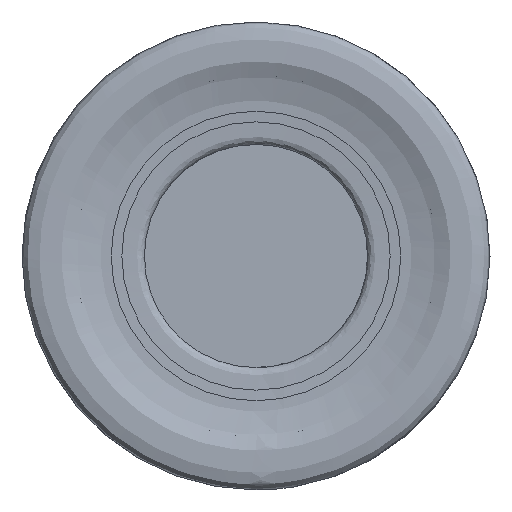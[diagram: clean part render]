
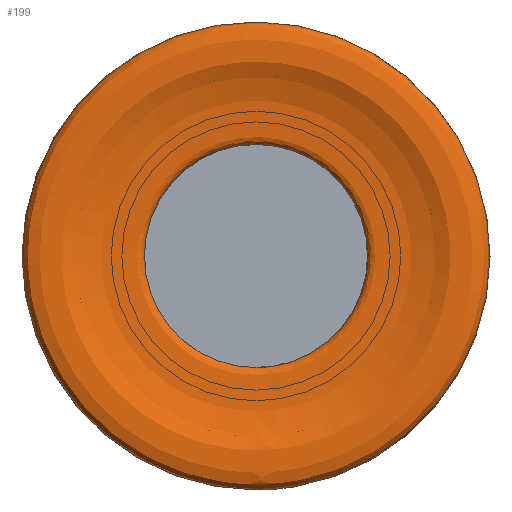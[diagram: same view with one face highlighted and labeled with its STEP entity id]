
A CAD part, left-side view. The second image highlights one B-rep face of the part: STEP entity #199.
In plain terms, the highlighted face is a revolution surface.
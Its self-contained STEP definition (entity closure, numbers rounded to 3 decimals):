
#24=SURFACE_OF_REVOLUTION('',#32,#28);
#28=AXIS1_PLACEMENT('',#560,#480);
#32=B_SPLINE_CURVE_WITH_KNOTS('',3,(#539,#540,#541,#542,#543,#544,#545,
#546,#547,#548,#549,#550,#551,#552,#553,#554,#555,#556,#557,#558,#559),
 .UNSPECIFIED.,.F.,.F.,(4,1,1,1,1,1,1,1,1,1,1,1,1,1,1,1,1,1,4),(0.,0.063,
0.094,0.125,0.188,0.25,0.313,0.375,0.438,0.5,0.563,0.625,0.688,0.75,
0.813,0.875,0.906,0.938,1.),.UNSPECIFIED.);
#199=ADVANCED_FACE('',(#235,#236),#24,.T.);
#235=FACE_BOUND('',#273,.T.);
#236=FACE_BOUND('',#274,.T.);
#273=EDGE_LOOP('',(#311));
#274=EDGE_LOOP('',(#312));
#311=ORIENTED_EDGE('',*,*,#353,.F.);
#312=ORIENTED_EDGE('',*,*,#354,.T.);
#334=VERTEX_POINT('',#536);
#335=VERTEX_POINT('',#538);
#353=EDGE_CURVE('',#334,#334,#372,.T.);
#354=EDGE_CURVE('',#335,#335,#373,.T.);
#372=CIRCLE('',#408,12.5);
#373=CIRCLE('',#409,5.96);
#408=AXIS2_PLACEMENT_3D('',#535,#476,#477);
#409=AXIS2_PLACEMENT_3D('',#537,#478,#479);
#476=DIRECTION('',(1.,0.,0.));
#477=DIRECTION('',(0.,0.,-1.));
#478=DIRECTION('',(1.,0.,0.));
#479=DIRECTION('',(0.,0.,-1.));
#480=DIRECTION('',(1.,0.,0.));
#535=CARTESIAN_POINT('',(0.787,0.,0.));
#536=CARTESIAN_POINT('',(0.787,0.,-12.5));
#537=CARTESIAN_POINT('',(1.12,0.,0.));
#538=CARTESIAN_POINT('',(1.12,0.,-5.96));
#539=CARTESIAN_POINT('',(1.12,-5.907,0.795));
#540=CARTESIAN_POINT('',(0.966,-5.915,0.827));
#541=CARTESIAN_POINT('',(0.752,-6.109,0.844));
#542=CARTESIAN_POINT('',(0.753,-6.419,0.8));
#543=CARTESIAN_POINT('',(0.75,-6.715,0.759));
#544=CARTESIAN_POINT('',(0.747,-7.07,0.709));
#545=CARTESIAN_POINT('',(0.736,-7.486,0.653));
#546=CARTESIAN_POINT('',(0.708,-7.91,0.599));
#547=CARTESIAN_POINT('',(0.655,-8.35,0.547));
#548=CARTESIAN_POINT('',(0.571,-8.812,0.5));
#549=CARTESIAN_POINT('',(0.447,-9.275,0.461));
#550=CARTESIAN_POINT('',(0.276,-9.717,0.434));
#551=CARTESIAN_POINT('',(0.02,-10.127,0.429));
#552=CARTESIAN_POINT('',(-0.004,-10.605,0.367));
#553=CARTESIAN_POINT('',(0.002,-11.074,0.299));
#554=CARTESIAN_POINT('',(-0.002,-11.543,0.234));
#555=CARTESIAN_POINT('',(0.017,-11.942,0.174));
#556=CARTESIAN_POINT('',(0.174,-12.207,0.103));
#557=CARTESIAN_POINT('',(0.403,-12.419,0.025));
#558=CARTESIAN_POINT('',(0.632,-12.499,-0.034));
#559=CARTESIAN_POINT('',(0.787,-12.5,-0.067));
#560=CARTESIAN_POINT('',(0.,0.,0.));
